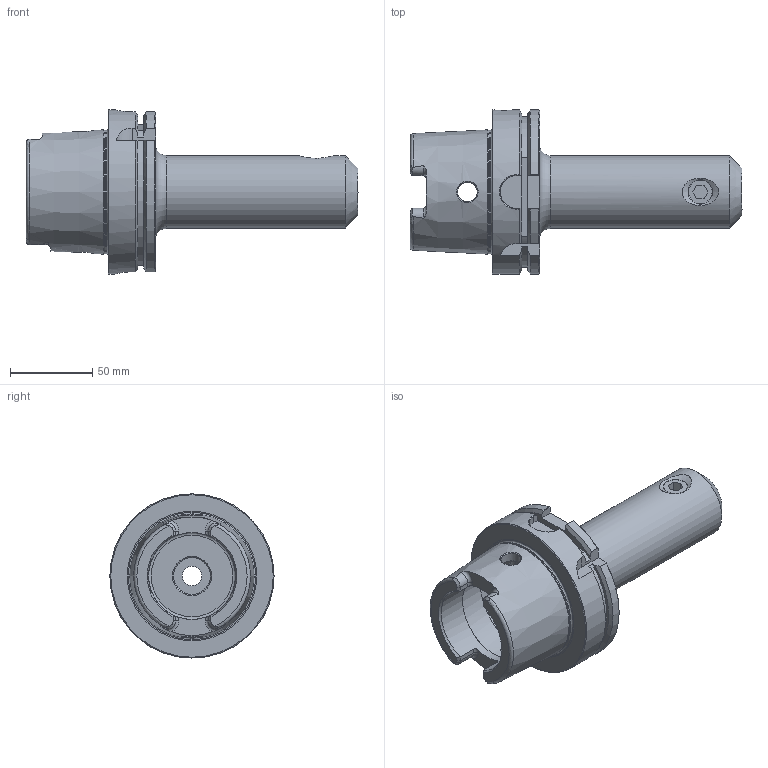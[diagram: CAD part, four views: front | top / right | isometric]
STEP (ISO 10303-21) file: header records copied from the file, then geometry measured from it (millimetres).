
FILE_DESCRIPTION((''),'2;1');
FILE_NAME('H100-75EM600.stp','2014-08-20T09:05:15',('kaykin'),(''),'Autodesk Inventor 2012','Autodesk Inventor 2012','');
FILE_SCHEMA(('AUTOMOTIVE_DESIGN { 1 0 10303 214 1 1 1 1 }'));
Length unit declared in the file: inch
Products named in the file (3): H100-75EM600; 029-925
Assembly tree (2 placements, depth 2):
  H100-75EM600
    H100-75EM600
    029-925
Bounding box: 202.4 x 100 x 100 mm (x, y, z)
Volume: 414030.1 mm3; surface area: 73895.7 mm2
Topology: 2 solids, 2 shells, 140 faces, 354 edges, 223 vertices
Faces by surface type: plane 53, cylinder 36, cone 27, torus 13, bspline 11
Full cylindrical faces by diameter (mm): 10 x1, 12 x3, 14.351 x1, 15.875 x1, 19.05 x1, 19.812 x1, 22.377 x1, 25.016 x1, 44.45 x1, 53 x2, 63 x1, 75.364 x1, 100 x1
Entity records: 5005 total; most frequent: CARTESIAN_POINT 1801, ORIENTED_EDGE 612, DIRECTION 587, EDGE_CURVE 306, AXIS2_PLACEMENT_3D 240, VERTEX_POINT 211, EDGE_LOOP 189, FACE_OUTER_BOUND 140
